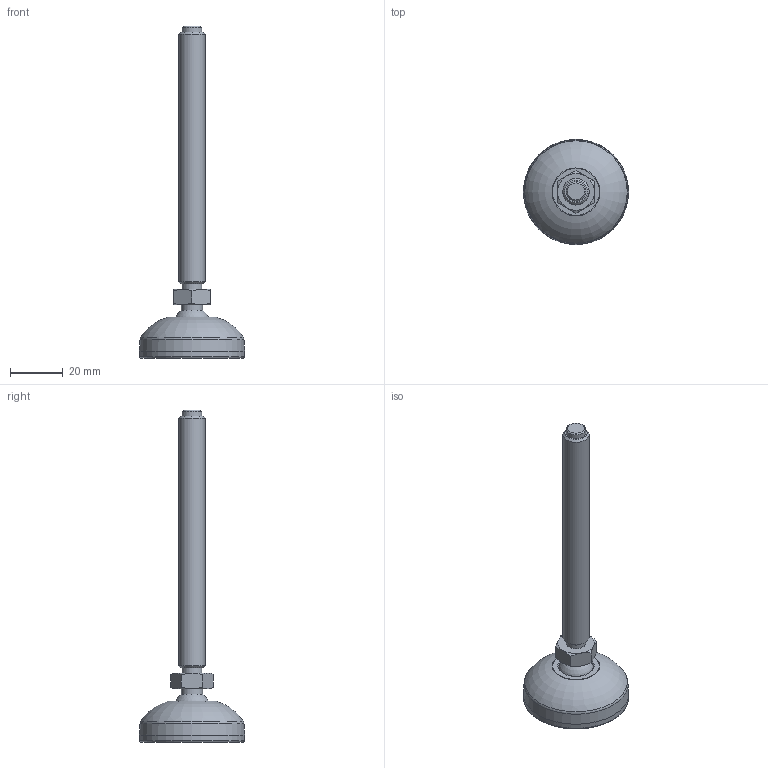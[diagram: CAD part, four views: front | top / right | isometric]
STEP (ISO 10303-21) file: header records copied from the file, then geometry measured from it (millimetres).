
FILE_DESCRIPTION(/* description */ ('AC2F'),/* implementation_level */ '2;1');
FILE_NAME(/* name */ '6322135_PRST40',/* time_stamp */ '2018-05-25T11:56:28+02:00',/* author */ ('Zorzan Davide'),/* organization */ ('Gamm Srl.'),/* preprocessor_version */ 'ST-DEVELOPER v16.7',/* originating_system */ 'DEX',/* authorisation */ $);
FILE_SCHEMA (('CONFIG_CONTROL_DESIGN'));
Length unit declared in the file: millimetre
Products named in the file (1): 6322135_PRST40
Bounding box: 40 x 40 x 126.2 mm (x, y, z)
Volume: 22166.9 mm3; surface area: 9508.1 mm2
Topology: 1 solids, 3 shells, 45 faces, 95 edges, 61 vertices
Faces by surface type: plane 17, cone 14, torus 7, cylinder 6, sphere 1
Full cylindrical faces by diameter (mm): 7.5 x2, 8.062 x1, 10 x1, 13.28 x1, 14 x1
Entity records: 1342 total; most frequent: CARTESIAN_POINT 210, DIRECTION 172, ORIENTED_EDGE 110, AXIS2_PLACEMENT_3D 83, EDGE_LOOP 82, FACE_BOUND 82, EDGE_CURVE 55, VERTEX_POINT 49
